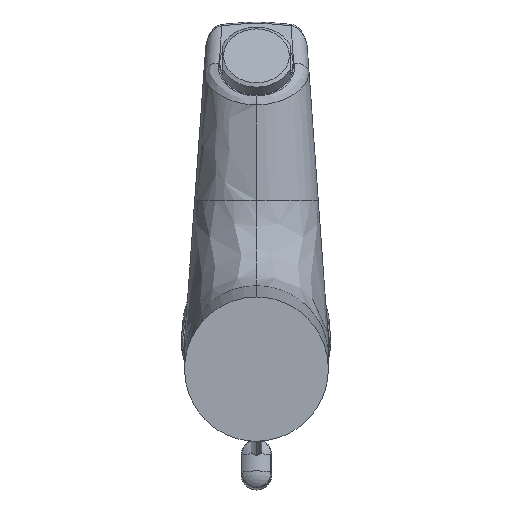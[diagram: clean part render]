
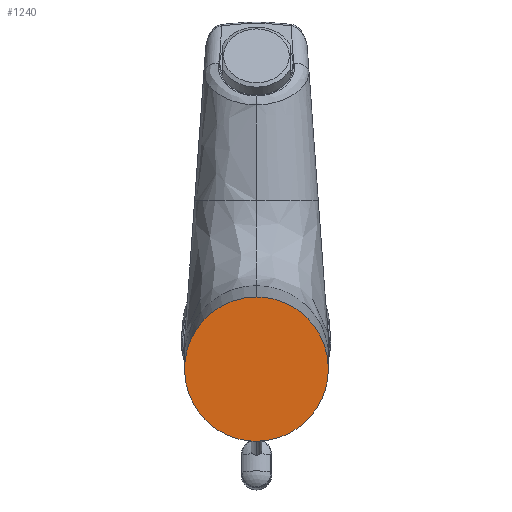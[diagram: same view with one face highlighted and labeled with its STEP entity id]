
A CAD part, front view. The second image highlights one B-rep face of the part: STEP entity #1240.
In plain terms, the highlighted planar face has unit normal (0, -1, 0).
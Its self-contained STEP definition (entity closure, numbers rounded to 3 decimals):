
#696 = EDGE_CURVE ( 'NONE', #3654, #2199, #12377, .T. ) ;
#1240 = ADVANCED_FACE ( 'NONE', ( #6557 ), #6897, .F. ) ;
#1568 = CARTESIAN_POINT ( 'NONE',  ( -4.243, 404.19, 508.139 ) ) ;
#2199 = VERTEX_POINT ( 'NONE', #5717 ) ;
#3030 = CARTESIAN_POINT ( 'NONE',  ( -13.743, 404.19, 476.049 ) ) ;
#3654 = VERTEX_POINT ( 'NONE', #12060 ) ;
#4578 = CARTESIAN_POINT ( 'NONE',  ( 42.772, 404.19, 460.944 ) ) ;
#5717 = CARTESIAN_POINT ( 'NONE',  ( -4.243, 404.19, 460.944 ) ) ;
#6013 = CARTESIAN_POINT ( 'NONE',  ( -4.243, 404.19, 460.944 ) ) ;
#6405 = EDGE_CURVE ( 'NONE', #2199, #3654, #12344, .T. ) ;
#6557 = FACE_OUTER_BOUND ( 'NONE', #11900, .T. ) ;
#6579 = CARTESIAN_POINT ( 'NONE',  ( -4.243, 404.19, 460.944 ) ) ;
#6897 = PLANE ( 'NONE',  #10604 ) ;
#7538 = CARTESIAN_POINT ( 'NONE',  ( 42.772, 404.19, 508.139 ) ) ;
#7761 = CARTESIAN_POINT ( 'NONE',  ( -51.258, 404.19, 508.139 ) ) ;
#9797 = CARTESIAN_POINT ( 'NONE',  ( -4.243, 404.19, 508.139 ) ) ;
#10604 = AXIS2_PLACEMENT_3D ( 'NONE', #3030, #11820, #12098 ) ;
#10745 = ORIENTED_EDGE ( 'NONE', *, *, #696, .T. ) ;
#11820 = DIRECTION ( 'NONE',  ( 0., 1., 0. ) ) ;
#11900 = EDGE_LOOP ( 'NONE', ( #12498, #10745 ) ) ;
#12060 = CARTESIAN_POINT ( 'NONE',  ( -4.243, 404.19, 508.139 ) ) ;
#12098 = DIRECTION ( 'NONE',  ( 0., 0., 1. ) ) ;
#12344 =( BOUNDED_CURVE ( )  B_SPLINE_CURVE ( 3, ( #6579, #4578, #7538, #1568 ),
 .UNSPECIFIED., .F., .T. ) 
 B_SPLINE_CURVE_WITH_KNOTS ( ( 4, 4 ),
 ( 0., 3.142 ),
 .UNSPECIFIED. ) 
 CURVE ( )  GEOMETRIC_REPRESENTATION_ITEM ( )  RATIONAL_B_SPLINE_CURVE ( ( 1., 0.333, 0.333, 1. ) ) 
 REPRESENTATION_ITEM ( '' )  );
#12377 =( BOUNDED_CURVE ( )  B_SPLINE_CURVE ( 3, ( #9797, #7761, #12559, #6013 ),
 .UNSPECIFIED., .F., .T. ) 
 B_SPLINE_CURVE_WITH_KNOTS ( ( 4, 4 ),
 ( 3.142, 6.283 ),
 .UNSPECIFIED. ) 
 CURVE ( )  GEOMETRIC_REPRESENTATION_ITEM ( )  RATIONAL_B_SPLINE_CURVE ( ( 1., 0.333, 0.333, 1. ) ) 
 REPRESENTATION_ITEM ( '' )  );
#12498 = ORIENTED_EDGE ( 'NONE', *, *, #6405, .T. ) ;
#12559 = CARTESIAN_POINT ( 'NONE',  ( -51.258, 404.19, 460.944 ) ) ;
